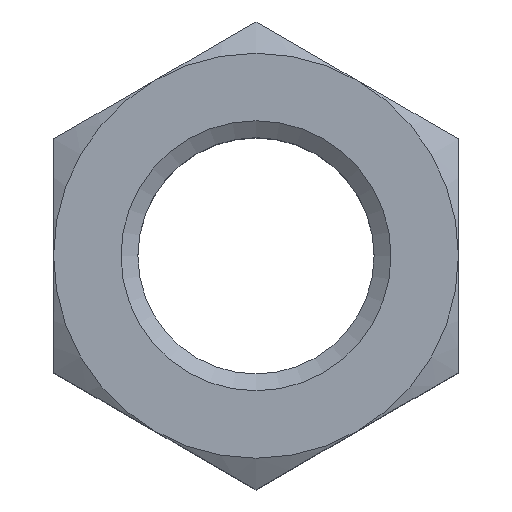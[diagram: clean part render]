
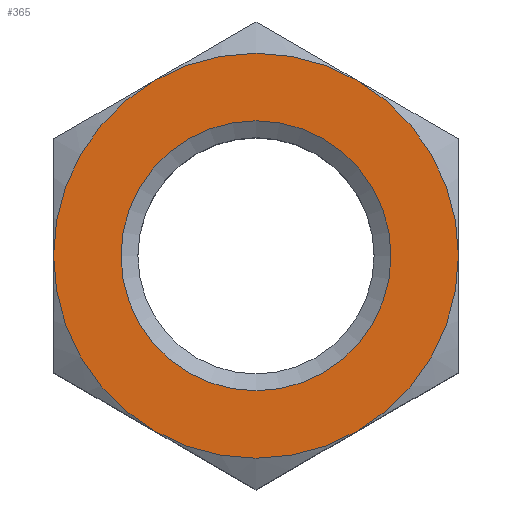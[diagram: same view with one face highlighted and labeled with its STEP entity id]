
A CAD part, top view. The second image highlights one B-rep face of the part: STEP entity #365.
In plain terms, the highlighted planar face has unit normal (0, 0, 1).
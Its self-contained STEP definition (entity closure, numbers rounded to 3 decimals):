
#3 = DIRECTION ( 'NONE',  ( 0., 0., -1. ) ) ;
#4 = DIRECTION ( 'NONE',  ( 0., 0., 1. ) ) ;
#7 = CARTESIAN_POINT ( 'NONE',  ( 10., 0., 0. ) ) ;
#13 = DIRECTION ( 'NONE',  ( -1., 0., 0. ) ) ;
#23 = VERTEX_POINT ( 'NONE', #88 ) ;
#31 = CARTESIAN_POINT ( 'NONE',  ( 0., 0., 0. ) ) ;
#46 = ORIENTED_EDGE ( 'NONE', *, *, #133, .F. ) ;
#50 = DIRECTION ( 'NONE',  ( 0., 0., -1. ) ) ;
#67 = EDGE_CURVE ( 'NONE', #344, #145, #503, .T. ) ;
#88 = CARTESIAN_POINT ( 'NONE',  ( 7.5, -12.99, 0. ) ) ;
#89 = DIRECTION ( 'NONE',  ( 1., 0., 0. ) ) ;
#94 = FACE_OUTER_BOUND ( 'NONE', #575, .T. ) ;
#101 = DIRECTION ( 'NONE',  ( -1., 0., 0. ) ) ;
#109 = EDGE_CURVE ( 'NONE', #338, #23, #304, .T. ) ;
#126 = CIRCLE ( 'NONE', #373, 15. ) ;
#133 = EDGE_CURVE ( 'NONE', #145, #448, #126, .T. ) ;
#145 = VERTEX_POINT ( 'NONE', #644 ) ;
#185 = AXIS2_PLACEMENT_3D ( 'NONE', #231, #694, #13 ) ;
#188 = AXIS2_PLACEMENT_3D ( 'NONE', #31, #380, #89 ) ;
#202 = CARTESIAN_POINT ( 'NONE',  ( 0., 0., 0. ) ) ;
#227 = CARTESIAN_POINT ( 'NONE',  ( 0., 17.321, 0. ) ) ;
#228 = CIRCLE ( 'NONE', #188, 10. ) ;
#230 = DIRECTION ( 'NONE',  ( 1., 0., 0. ) ) ;
#231 = CARTESIAN_POINT ( 'NONE',  ( 0., 0., 0. ) ) ;
#240 = DIRECTION ( 'NONE',  ( -1., 0., 0. ) ) ;
#243 = CARTESIAN_POINT ( 'NONE',  ( 0., 0., 0. ) ) ;
#259 = AXIS2_PLACEMENT_3D ( 'NONE', #391, #345, #624 ) ;
#269 = ORIENTED_EDGE ( 'NONE', *, *, #67, .F. ) ;
#287 = VERTEX_POINT ( 'NONE', #7 ) ;
#304 = CIRCLE ( 'NONE', #185, 15. ) ;
#331 = AXIS2_PLACEMENT_3D ( 'NONE', #561, #4, #230 ) ;
#334 = EDGE_CURVE ( 'NONE', #23, #344, #475, .T. ) ;
#335 = PLANE ( 'NONE',  #576 ) ;
#336 = DIRECTION ( 'NONE',  ( -1., 0., 0. ) ) ;
#338 = VERTEX_POINT ( 'NONE', #502 ) ;
#344 = VERTEX_POINT ( 'NONE', #564 ) ;
#345 = DIRECTION ( 'NONE',  ( 0., 0., -1. ) ) ;
#360 = CARTESIAN_POINT ( 'NONE',  ( 0., 0., 0. ) ) ;
#364 = ORIENTED_EDGE ( 'NONE', *, *, #491, .F. ) ;
#365 = ADVANCED_FACE ( 'NONE', ( #450, #94 ), #335, .F. ) ;
#373 = AXIS2_PLACEMENT_3D ( 'NONE', #360, #50, #240 ) ;
#380 = DIRECTION ( 'NONE',  ( 0., 0., 1. ) ) ;
#391 = CARTESIAN_POINT ( 'NONE',  ( 0., 0., 0. ) ) ;
#399 = ORIENTED_EDGE ( 'NONE', *, *, #334, .F. ) ;
#402 = CARTESIAN_POINT ( 'NONE',  ( 7.5, 12.99, 0. ) ) ;
#427 = AXIS2_PLACEMENT_3D ( 'NONE', #202, #552, #656 ) ;
#448 = VERTEX_POINT ( 'NONE', #744 ) ;
#450 = FACE_BOUND ( 'NONE', #583, .T. ) ;
#475 = CIRCLE ( 'NONE', #259, 15. ) ;
#491 = EDGE_CURVE ( 'NONE', #287, #287, #228, .T. ) ;
#502 = CARTESIAN_POINT ( 'NONE',  ( 15., 0., 0. ) ) ;
#503 = CIRCLE ( 'NONE', #427, 15. ) ;
#526 = CIRCLE ( 'NONE', #331, 15. ) ;
#539 = AXIS2_PLACEMENT_3D ( 'NONE', #243, #566, #336 ) ;
#552 = DIRECTION ( 'NONE',  ( 0., 0., -1. ) ) ;
#561 = CARTESIAN_POINT ( 'NONE',  ( 0., 0., 0. ) ) ;
#564 = CARTESIAN_POINT ( 'NONE',  ( -7.5, -12.99, 0. ) ) ;
#566 = DIRECTION ( 'NONE',  ( 0., 0., -1. ) ) ;
#575 = EDGE_LOOP ( 'NONE', ( #46, #269, #399, #608, #687, #748 ) ) ;
#576 = AXIS2_PLACEMENT_3D ( 'NONE', #227, #3, #101 ) ;
#583 = EDGE_LOOP ( 'NONE', ( #364 ) ) ;
#608 = ORIENTED_EDGE ( 'NONE', *, *, #109, .F. ) ;
#624 = DIRECTION ( 'NONE',  ( -1., 0., 0. ) ) ;
#640 = CIRCLE ( 'NONE', #539, 15. ) ;
#644 = CARTESIAN_POINT ( 'NONE',  ( -15., 0., 0. ) ) ;
#656 = DIRECTION ( 'NONE',  ( -1., 0., 0. ) ) ;
#667 = VERTEX_POINT ( 'NONE', #402 ) ;
#687 = ORIENTED_EDGE ( 'NONE', *, *, #713, .T. ) ;
#694 = DIRECTION ( 'NONE',  ( 0., 0., -1. ) ) ;
#700 = EDGE_CURVE ( 'NONE', #448, #667, #640, .T. ) ;
#713 = EDGE_CURVE ( 'NONE', #338, #667, #526, .T. ) ;
#744 = CARTESIAN_POINT ( 'NONE',  ( -7.5, 12.99, 0. ) ) ;
#748 = ORIENTED_EDGE ( 'NONE', *, *, #700, .F. ) ;
